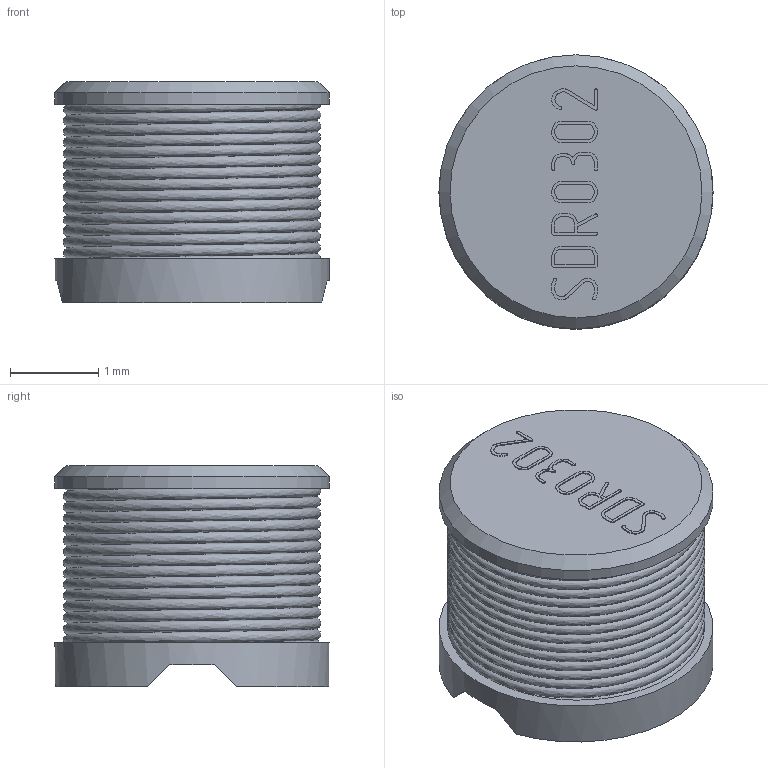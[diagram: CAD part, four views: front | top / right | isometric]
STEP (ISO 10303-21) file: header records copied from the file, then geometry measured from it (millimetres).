
FILE_DESCRIPTION(('STEP AP214'), '1');
FILE_NAME('SDR_inductor', '2019-03-02T22:14:34', ('Che'), (''), 'ASCON STEP Converter 1.3', 'ASCON Math Kernel', '');
FILE_SCHEMA(('AUTOMOTIVE_DESIGN { 1 0 10303 214 3 1 1}'));
Length unit declared in the file: millimetre
Bounding box: 3.1 x 3.1 x 2.51 mm (x, y, z)
Volume: 10.3 mm3; surface area: 78 mm2
Topology: 1 solids, 1 shells, 568 faces, 1653 edges, 1101 vertices
Faces by surface type: plane 519, cylinder 47, cone 1, bspline 1
Full cylindrical faces by diameter (mm): 3.1 x2
Entity records: 31040 total; most frequent: CARTESIAN_POINT 11353, ORIENTED_EDGE 3296, DIRECTION 2877, EDGE_CURVE 1648, LINE 1543, VECTOR 1543, VERTEX_POINT 1105, AXIS2_PLACEMENT_3D 667
